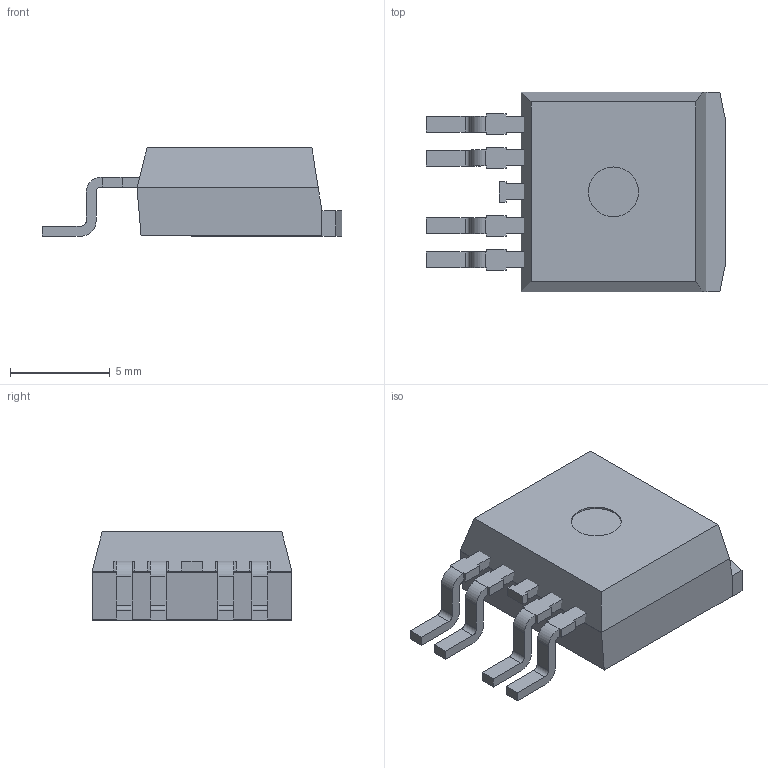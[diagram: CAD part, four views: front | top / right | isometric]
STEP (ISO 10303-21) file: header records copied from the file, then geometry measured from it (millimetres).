
FILE_DESCRIPTION(/* description */ ('model of TO-263-4'),/* implementation_level */ '2;1');
FILE_NAME(/* name */ 'TO-263-4.step',/* time_stamp */ '2023-01-24T23:51:33',/* author */ ('Ray Benitez',''),/* organization */ ('OCCT'),/* preprocessor_version */ '',/* originating_system */ 'KiCAD',/* authorisation */ '');
FILE_SCHEMA(('AUTOMOTIVE_DESIGN { 1 0 10303 214 1 1 1 1 }'));
Length unit declared in the file: millimetre
Products named in the file (8): CQ assembly; a648ce32-9c39-11ed-93f0-dde97e994e83; a648ce33-9c39-11ed-93f0-dde97e994e83; a648ce33-9c39-11ed-93f0-dde97e994e83_part; a648ce34-9c39-11ed-93f0-dde97e994e83; a648ce34-9c39-11ed-93f0-dde97e994e83_part; a648ce35-9c39-11ed-93f0-dde97e994e83; a648ce35-9c39-11ed-93f0-dde97e994e83_part
Assembly tree (7 placements, depth 4):
  CQ assembly
    a648ce32-9c39-11ed-93f0-dde97e994e83
      a648ce33-9c39-11ed-93f0-dde97e994e83
        a648ce33-9c39-11ed-93f0-dde97e994e83_part
      a648ce34-9c39-11ed-93f0-dde97e994e83
        a648ce34-9c39-11ed-93f0-dde97e994e83_part
      a648ce35-9c39-11ed-93f0-dde97e994e83
        a648ce35-9c39-11ed-93f0-dde97e994e83_part
Bounding box: 15 x 10 x 4.42 mm (x, y, z)
Volume: 473.7 mm3; surface area: 583 mm2
Topology: 7 solids, 7 shells, 123 faces, 322 edges, 214 vertices
Faces by surface type: plane 106, cylinder 17
Full cylindrical faces by diameter (mm): 2.5 x1
Entity records: 3912 total; most frequent: CARTESIAN_POINT 667, ORIENTED_EDGE 644, DIRECTION 618, EDGE_CURVE 322, LINE 288, VECTOR 288, VERTEX_POINT 214, AXIS2_PLACEMENT_3D 165
